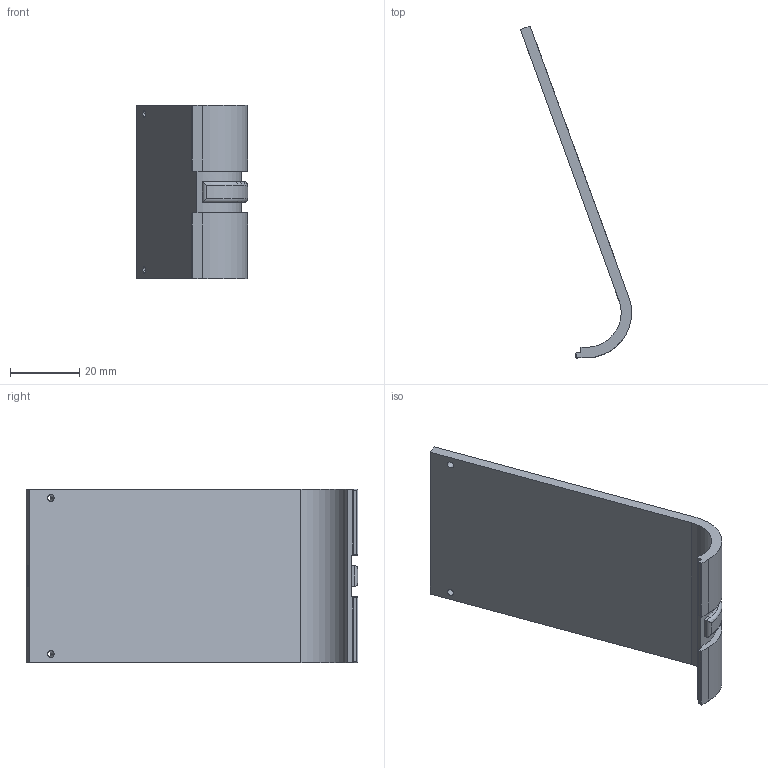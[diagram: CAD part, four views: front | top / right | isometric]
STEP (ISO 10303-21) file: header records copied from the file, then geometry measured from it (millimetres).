
FILE_DESCRIPTION (( 'STEP AP203' ), '1' );
FILE_NAME ('P60线圈支架零件.STEP', '2024-08-05T04:29:59', ( '' ), ( '' ), 'SwSTEP 2.0', 'SolidWorks 2022', '' );
FILE_SCHEMA (( 'CONFIG_CONTROL_DESIGN' ));
Length unit declared in the file: millimetre
Products named in the file (1): P60线圈支架零件
Bounding box: 32.03 x 95.56 x 50 mm (x, y, z)
Volume: 12634.6 mm3; surface area: 12357.2 mm2
Topology: 1 solids, 1 shells, 53 faces, 140 edges, 90 vertices
Faces by surface type: cylinder 25, plane 25, torus 3
Entity records: 1742 total; most frequent: CARTESIAN_POINT 340, ORIENTED_EDGE 280, DIRECTION 275, EDGE_CURVE 140, AXIS2_PLACEMENT_3D 93, VERTEX_POINT 90, VECTOR 89, LINE 89
